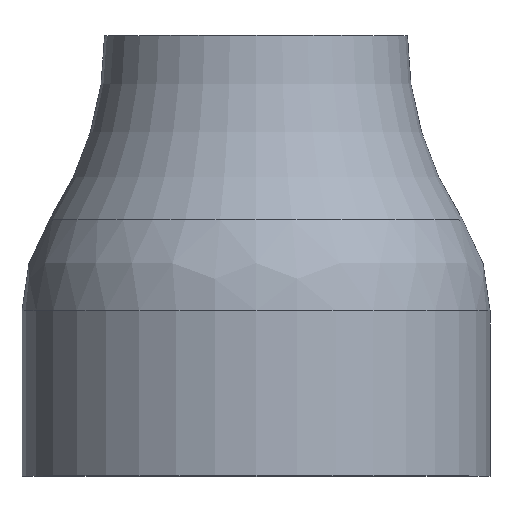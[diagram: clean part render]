
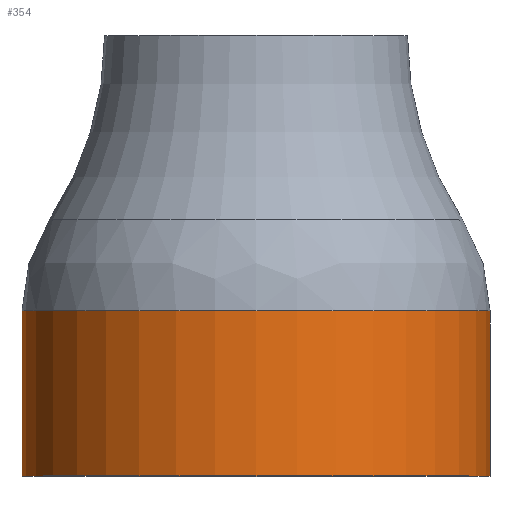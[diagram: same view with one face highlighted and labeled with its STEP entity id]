
A CAD part, top view. The second image highlights one B-rep face of the part: STEP entity #354.
In plain terms, the highlighted cylindrical face has radius 4.25 mm (diameter 8.5 mm), a full revolution.
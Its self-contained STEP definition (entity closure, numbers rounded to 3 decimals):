
#35=LINE('',#591,#62);
#62=VECTOR('',#447,4.25);
#89=CYLINDRICAL_SURFACE('',#393,4.25);
#93=FACE_OUTER_BOUND('',#114,.T.);
#114=EDGE_LOOP('',(#254,#255,#256,#257,#258));
#139=CIRCLE('',#390,4.25);
#140=CIRCLE('',#391,4.25);
#142=CIRCLE('',#394,4.25);
#164=VERTEX_POINT('',#583);
#165=VERTEX_POINT('',#585);
#166=VERTEX_POINT('',#590);
#198=EDGE_CURVE('',#164,#165,#139,.T.);
#199=EDGE_CURVE('',#165,#164,#140,.T.);
#201=EDGE_CURVE('',#165,#166,#35,.T.);
#202=EDGE_CURVE('',#166,#166,#142,.T.);
#254=ORIENTED_EDGE('',*,*,#199,.F.);
#255=ORIENTED_EDGE('',*,*,#201,.T.);
#256=ORIENTED_EDGE('',*,*,#202,.T.);
#257=ORIENTED_EDGE('',*,*,#201,.F.);
#258=ORIENTED_EDGE('',*,*,#198,.F.);
#354=ADVANCED_FACE('',(#93),#89,.T.);
#390=AXIS2_PLACEMENT_3D('',#586,#439,#440);
#391=AXIS2_PLACEMENT_3D('',#587,#441,#442);
#393=AXIS2_PLACEMENT_3D('',#589,#445,#446);
#394=AXIS2_PLACEMENT_3D('',#592,#448,#449);
#439=DIRECTION('center_axis',(0.,1.,0.));
#440=DIRECTION('ref_axis',(1.,0.,0.));
#441=DIRECTION('center_axis',(0.,1.,0.));
#442=DIRECTION('ref_axis',(1.,0.,0.));
#445=DIRECTION('center_axis',(0.,1.,0.));
#446=DIRECTION('ref_axis',(1.,0.,0.));
#447=DIRECTION('',(0.,-1.,0.));
#448=DIRECTION('center_axis',(0.,1.,0.));
#449=DIRECTION('ref_axis',(1.,0.,0.));
#583=CARTESIAN_POINT('',(0.,3.,-4.25));
#585=CARTESIAN_POINT('',(-4.25,3.,0.));
#586=CARTESIAN_POINT('Origin',(0.,3.,0.));
#587=CARTESIAN_POINT('Origin',(0.,3.,0.));
#589=CARTESIAN_POINT('Origin',(0.,0.,0.));
#590=CARTESIAN_POINT('',(-4.25,0.,0.));
#591=CARTESIAN_POINT('',(-4.25,0.,0.));
#592=CARTESIAN_POINT('Origin',(0.,0.,0.));
